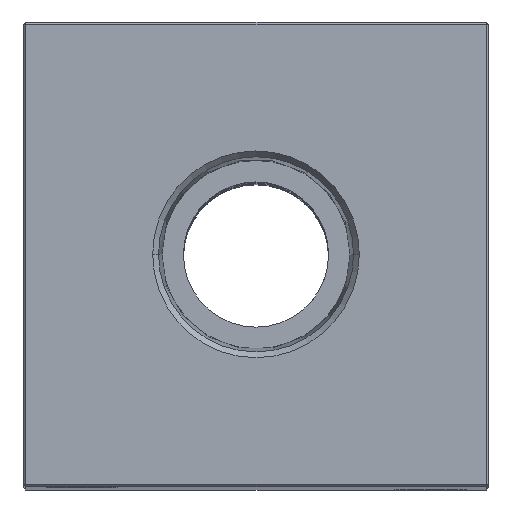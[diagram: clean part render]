
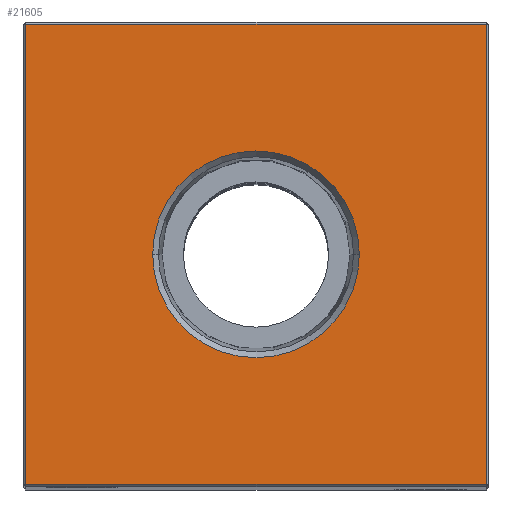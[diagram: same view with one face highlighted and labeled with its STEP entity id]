
A CAD part, top view. The second image highlights one B-rep face of the part: STEP entity #21605.
In plain terms, the highlighted planar face has unit normal (0, 0, 1).
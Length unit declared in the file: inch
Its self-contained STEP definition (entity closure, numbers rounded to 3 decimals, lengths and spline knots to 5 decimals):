
#99 = LINE ( 'NONE', #15758, #23045 ) ;
#215 = FACE_OUTER_BOUND ( 'NONE', #21646, .T. ) ;
#552 = ORIENTED_EDGE ( 'NONE', *, *, #18758, .T. ) ;
#951 = DIRECTION ( 'NONE',  ( 1., 0., 0. ) ) ;
#1797 = DIRECTION ( 'NONE',  ( 0., -1., 0. ) ) ;
#2269 = EDGE_CURVE ( 'NONE', #5462, #12481, #19322, .T. ) ;
#2328 = DIRECTION ( 'NONE',  ( -1., 0., 0. ) ) ;
#2523 = CARTESIAN_POINT ( 'NONE',  ( 0., 0., 8.25 ) ) ;
#3332 = DIRECTION ( 'NONE',  ( 1., 0., 0. ) ) ;
#3670 = EDGE_CURVE ( 'NONE', #21833, #19808, #25318, .T. ) ;
#3755 = ORIENTED_EDGE ( 'NONE', *, *, #2269, .F. ) ;
#5146 = EDGE_CURVE ( 'NONE', #19808, #25715, #18371, .T. ) ;
#5462 = VERTEX_POINT ( 'NONE', #18563 ) ;
#6526 = ORIENTED_EDGE ( 'NONE', *, *, #18752, .F. ) ;
#6678 = VECTOR ( 'NONE', #7410, 39.37008 ) ;
#7058 = FACE_BOUND ( 'NONE', #20988, .T. ) ;
#7227 = VECTOR ( 'NONE', #951, 39.37008 ) ;
#7410 = DIRECTION ( 'NONE',  ( 0., 1., 0. ) ) ;
#8167 = DIRECTION ( 'NONE',  ( -1., 0., 0. ) ) ;
#8393 = DIRECTION ( 'NONE',  ( 1., 0., 0. ) ) ;
#8614 = VERTEX_POINT ( 'NONE', #25231 ) ;
#9506 = CARTESIAN_POINT ( 'NONE',  ( 0.99, 0., 8.25 ) ) ;
#9719 = AXIS2_PLACEMENT_3D ( 'NONE', #18872, #20969, #3332 ) ;
#10353 = CARTESIAN_POINT ( 'NONE',  ( 0., -0.99, 8.25 ) ) ;
#10724 = LINE ( 'NONE', #10353, #7227 ) ;
#12322 = DIRECTION ( 'NONE',  ( 0., 0., 1. ) ) ;
#12481 = VERTEX_POINT ( 'NONE', #13059 ) ;
#12500 = AXIS2_PLACEMENT_3D ( 'NONE', #24843, #18820, #8167 ) ;
#13059 = CARTESIAN_POINT ( 'NONE',  ( 0.44487, 0., 8.25 ) ) ;
#15307 = CARTESIAN_POINT ( 'NONE',  ( 0.99, 0.99, 8.25 ) ) ;
#15758 = CARTESIAN_POINT ( 'NONE',  ( -0.99, 0., 8.25 ) ) ;
#15981 = ORIENTED_EDGE ( 'NONE', *, *, #3670, .T. ) ;
#16135 = PLANE ( 'NONE',  #12500 ) ;
#16261 = ORIENTED_EDGE ( 'NONE', *, *, #5146, .T. ) ;
#17682 = VECTOR ( 'NONE', #2328, 39.37008 ) ;
#18159 = CARTESIAN_POINT ( 'NONE',  ( 0.99, -0.99, 8.25 ) ) ;
#18371 = LINE ( 'NONE', #20227, #17682 ) ;
#18563 = CARTESIAN_POINT ( 'NONE',  ( -0.44487, 0., 8.25 ) ) ;
#18752 = EDGE_CURVE ( 'NONE', #12481, #5462, #23927, .T. ) ;
#18758 = EDGE_CURVE ( 'NONE', #8614, #21833, #10724, .T. ) ;
#18820 = DIRECTION ( 'NONE',  ( 0., 0., -1. ) ) ;
#18872 = CARTESIAN_POINT ( 'NONE',  ( 0., 0., 8.25 ) ) ;
#19322 = CIRCLE ( 'NONE', #9719, 0.44487 ) ;
#19808 = VERTEX_POINT ( 'NONE', #15307 ) ;
#20227 = CARTESIAN_POINT ( 'NONE',  ( 0., 0.99, 8.25 ) ) ;
#20451 = EDGE_CURVE ( 'NONE', #25715, #8614, #99, .T. ) ;
#20969 = DIRECTION ( 'NONE',  ( 0., 0., 1. ) ) ;
#20988 = EDGE_LOOP ( 'NONE', ( #6526, #3755 ) ) ;
#21605 = ADVANCED_FACE ( 'NONE', ( #215, #7058 ), #16135, .F. ) ;
#21646 = EDGE_LOOP ( 'NONE', ( #25193, #552, #15981, #16261 ) ) ;
#21833 = VERTEX_POINT ( 'NONE', #18159 ) ;
#21838 = AXIS2_PLACEMENT_3D ( 'NONE', #2523, #12322, #8393 ) ;
#23045 = VECTOR ( 'NONE', #1797, 39.37008 ) ;
#23499 = CARTESIAN_POINT ( 'NONE',  ( -0.99, 0.99, 8.25 ) ) ;
#23927 = CIRCLE ( 'NONE', #21838, 0.44487 ) ;
#24843 = CARTESIAN_POINT ( 'NONE',  ( 0., 0., 8.25 ) ) ;
#25193 = ORIENTED_EDGE ( 'NONE', *, *, #20451, .T. ) ;
#25231 = CARTESIAN_POINT ( 'NONE',  ( -0.99, -0.99, 8.25 ) ) ;
#25318 = LINE ( 'NONE', #9506, #6678 ) ;
#25715 = VERTEX_POINT ( 'NONE', #23499 ) ;
